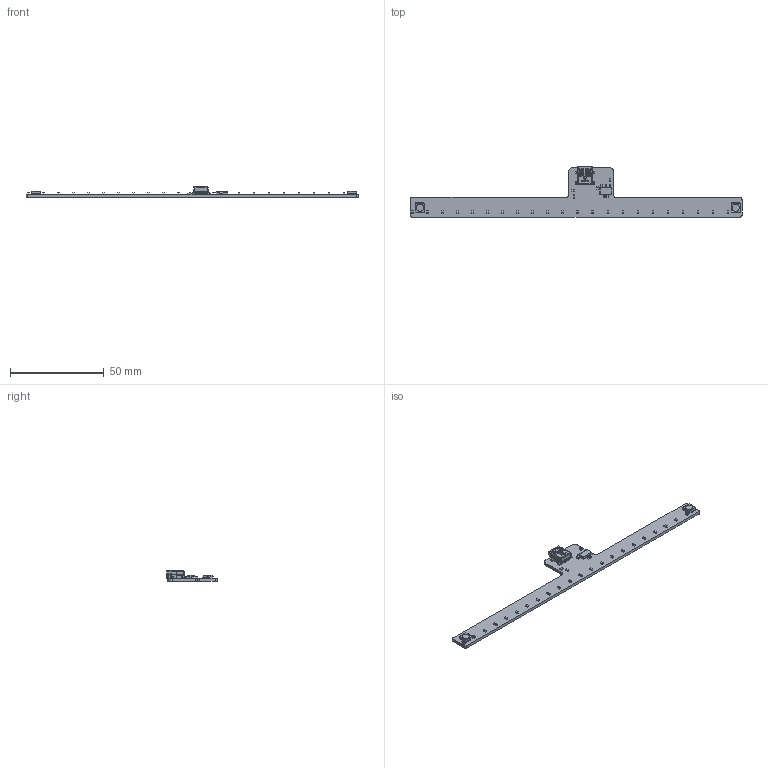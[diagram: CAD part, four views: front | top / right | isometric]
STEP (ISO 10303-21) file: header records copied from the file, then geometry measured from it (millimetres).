
FILE_DESCRIPTION(('KiCad electronic assembly'),'2;1');
FILE_NAME('LEDsign.step','2019-12-18T20:40:41',('An Author'),( 'A Company'),'Open CASCADE STEP processor 6.9', 'KiCad to STEP converter','Unknown');
FILE_SCHEMA(('AUTOMOTIVE_DESIGN { 1 0 10303 214 1 1 1 1 }'));
Length unit declared in the file: millimetre
Products named in the file (12): Open CASCADE STEP translator 6.9 1; LED_RGB_5050-6; SOLID; C_0603_1608Metric; SOT-223; R_0603_1608Metric; USB_Mini-B_Lumberg_2486_01_Horizontal; COMPOUND
Assembly tree (36 placements, depth 3):
  Open CASCADE STEP translator 6.9 1
    LED_RGB_5050-6  x2
      SOLID
    C_0603_1608Metric  x25
      SOLID
    SOT-223
      SOLID
    R_0603_1608Metric
      SOLID
    USB_Mini-B_Lumberg_2486_01_Horizontal
      SOLID
    COMPOUND
Bounding box: 177.03 x 26.74 x 5.64 mm (x, y, z)
Volume: 3857.2 mm3; surface area: 6179.7 mm2
Topology: 31 solids, 31 shells, 1416 faces, 3883 edges, 2561 vertices
Faces by surface type: plane 872, cylinder 526, bspline 16, torus 2
Full cylindrical faces by diameter (mm): 0.8 x2, 1 x2, 3.9 x2, 4 x2
Entity records: 55083 total; most frequent: CARTESIAN_POINT 10672, DIRECTION 7470, LINE 4983, VECTOR 4983, ORIENTED_EDGE 3974, PCURVE 3974, DEFINITIONAL_REPRESENTATION 3974, EDGE_CURVE 1987
